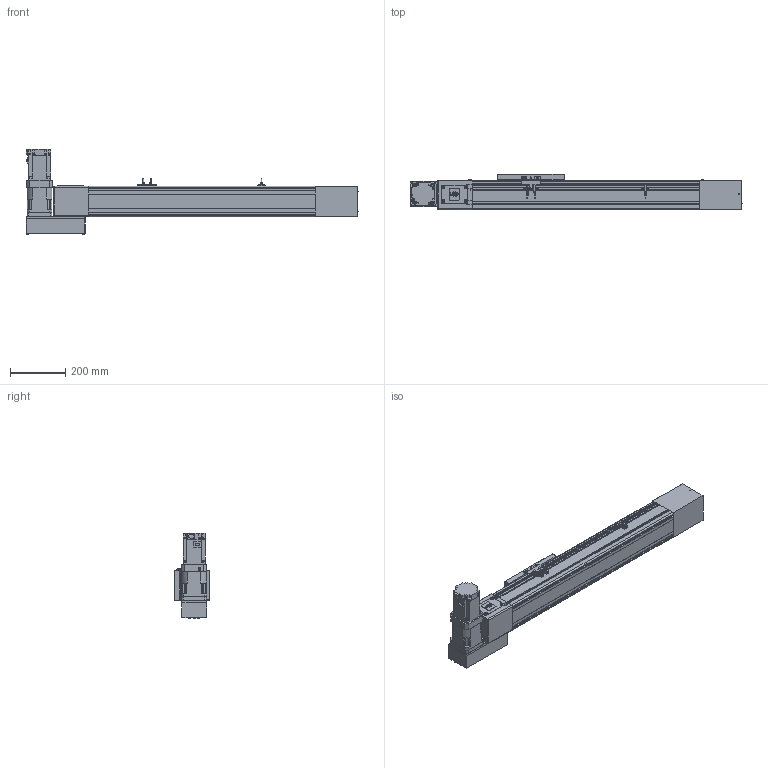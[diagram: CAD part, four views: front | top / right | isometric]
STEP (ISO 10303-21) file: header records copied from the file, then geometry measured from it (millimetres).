
FILE_DESCRIPTION (( 'STEP AP214' ), '1' );
FILE_NAME ('NEX110BL-250LC-0400XXXX.STEP', '2025-02-28T16:16:47', ( '' ), ( '' ), 'SwSTEP 2.0', 'SolidWorks 2022', '' );
FILE_SCHEMA (( 'AUTOMOTIVE_DESIGN' ));
Length unit declared in the file: millimetre
Products named in the file (15): NEX100-400-5; NEX100-400-10; NEX100-400MOTOR; NEX100-400-2; NEX100-400GEARBOX; NEX100-400-1; NEX100-400SENSOR; NEX110BL-250LC-0400XXXX; FANG STICKER; NEX100-400-8; NEX100-400-3; NEX100-400-9; NEX100-400-6; NEX100-400CARRIAGE; NEX100-400-7
Assembly tree (15 placements, depth 2):
  NEX100-400-5
  NEX110BL-250LC-0400XXXX
    NEX100-400-1
    NEX100-400CARRIAGE
    NEX100-400-2
    NEX100-400-3
    NEX100-400SENSOR  x3
    NEX100-400-6
    NEX100-400-7
    NEX100-400-8
    NEX100-400GEARBOX
    NEX100-400MOTOR
    NEX100-400-9
    NEX100-400-10
    FANG STICKER
Bounding box: 1199.8 x 129 x 308 mm (x, y, z)
Volume: 15320472.4 mm3; surface area: 1104902 mm2
Topology: 15 solids, 15 shells, 1842 faces, 4777 edges, 3120 vertices
Faces by surface type: plane 1247, cylinder 465, torus 72, cone 56, sphere 2
Entity records: 49775 total; most frequent: CARTESIAN_POINT 8665, DIRECTION 8328, ORIENTED_EDGE 8268, EDGE_CURVE 4134, LINE 3100, VECTOR 3100, VERTEX_POINT 2709, AXIS2_PLACEMENT_3D 2614
